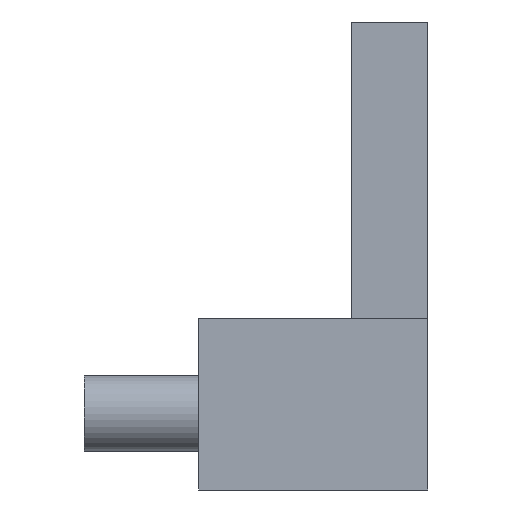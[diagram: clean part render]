
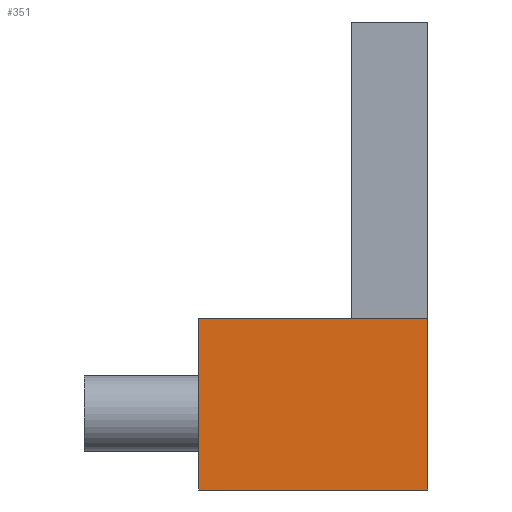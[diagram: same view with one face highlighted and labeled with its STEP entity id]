
A CAD part, front view. The second image highlights one B-rep face of the part: STEP entity #351.
In plain terms, the highlighted planar face has unit normal (0, -1, 0).
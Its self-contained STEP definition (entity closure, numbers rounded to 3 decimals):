
#33=FACE_OUTER_BOUND('',#52,.T.);
#52=EDGE_LOOP('',(#264,#265,#266,#267,#268));
#72=LINE('',#522,#113);
#75=LINE('',#532,#116);
#87=LINE('',#563,#128);
#88=LINE('',#565,#129);
#89=LINE('',#566,#130);
#113=VECTOR('',#419,10.);
#116=VECTOR('',#428,10.);
#128=VECTOR('',#454,10.);
#129=VECTOR('',#455,10.);
#130=VECTOR('',#456,10.);
#152=VERTEX_POINT('',#517);
#153=VERTEX_POINT('',#519);
#154=VERTEX_POINT('',#521);
#170=VERTEX_POINT('',#562);
#171=VERTEX_POINT('',#564);
#187=EDGE_CURVE('',#153,#154,#72,.T.);
#193=EDGE_CURVE('',#154,#152,#75,.T.);
#208=EDGE_CURVE('',#170,#153,#87,.T.);
#209=EDGE_CURVE('',#171,#170,#88,.T.);
#210=EDGE_CURVE('',#152,#171,#89,.T.);
#264=ORIENTED_EDGE('',*,*,#208,.F.);
#265=ORIENTED_EDGE('',*,*,#209,.F.);
#266=ORIENTED_EDGE('',*,*,#210,.F.);
#267=ORIENTED_EDGE('',*,*,#193,.F.);
#268=ORIENTED_EDGE('',*,*,#187,.F.);
#335=PLANE('',#390);
#351=ADVANCED_FACE('',(#33),#335,.F.);
#390=AXIS2_PLACEMENT_3D('',#561,#452,#453);
#419=DIRECTION('',(0.,0.,1.));
#428=DIRECTION('',(0.,0.,1.));
#452=DIRECTION('center_axis',(0.,1.,0.));
#453=DIRECTION('ref_axis',(0.,0.,1.));
#454=DIRECTION('',(-1.,0.,0.));
#455=DIRECTION('',(0.,0.,-1.));
#456=DIRECTION('',(1.,0.,0.));
#517=CARTESIAN_POINT('',(4.,-69.,123.));
#519=CARTESIAN_POINT('',(4.,-69.,114.));
#521=CARTESIAN_POINT('',(4.,-69.,118.));
#522=CARTESIAN_POINT('',(4.,-69.,114.));
#532=CARTESIAN_POINT('',(4.,-69.,114.));
#561=CARTESIAN_POINT('Origin',(12.,-69.,121.));
#562=CARTESIAN_POINT('',(16.,-69.,114.));
#563=CARTESIAN_POINT('',(12.,-69.,114.));
#564=CARTESIAN_POINT('',(16.,-69.,123.));
#565=CARTESIAN_POINT('',(16.,-69.,123.));
#566=CARTESIAN_POINT('',(12.,-69.,123.));
